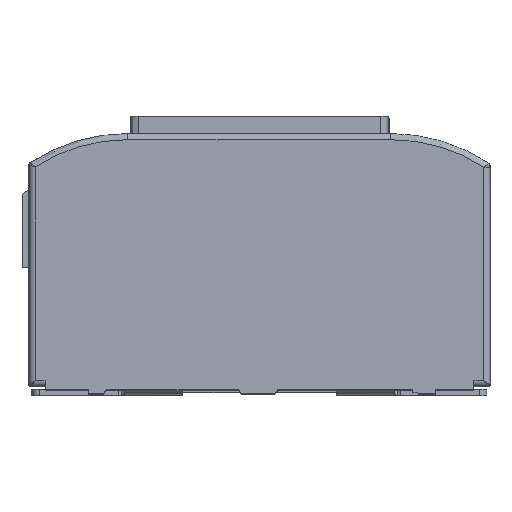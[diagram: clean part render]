
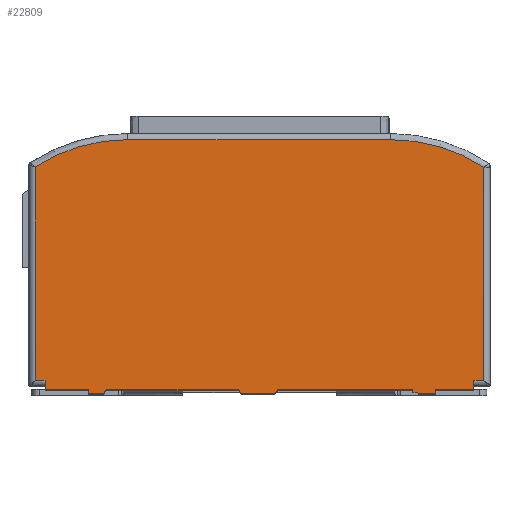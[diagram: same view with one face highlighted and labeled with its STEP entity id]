
A CAD part, top view. The second image highlights one B-rep face of the part: STEP entity #22809.
In plain terms, the highlighted face is planar.
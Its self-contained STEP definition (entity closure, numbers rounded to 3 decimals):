
#21049=CARTESIAN_POINT('',(136.7,-82.535,37.064));
#21050=DIRECTION('',(1.,0.,0.));
#21051=DIRECTION('',(0.,-0.544,-0.839));
#21052=AXIS2_PLACEMENT_3D('',#21049,#21050,#21051);
#21054=DIRECTION('',(0.,-1.,0.));
#21055=VECTOR('',#21054,6.5);
#21056=CARTESIAN_POINT('',(136.7,-136.747,82.134));
#21057=LINE('',#21056,#21055);
#21058=DIRECTION('',(0.,-1.,0.));
#21059=VECTOR('',#21058,24.75);
#21060=CARTESIAN_POINT('',(136.7,-111.997,88.134));
#21061=LINE('',#21060,#21059);
#21062=DIRECTION('',(0.,0.,-1.));
#21063=VECTOR('',#21062,2.8);
#21064=CARTESIAN_POINT('',(136.7,-111.997,90.934));
#21065=LINE('',#21064,#21063);
#21066=DIRECTION('',(0.,-1.,0.));
#21067=VECTOR('',#21066,11.5);
#21068=CARTESIAN_POINT('',(136.7,-100.497,90.934));
#21069=LINE('',#21068,#21067);
#21070=DIRECTION('',(0.,-0.581,0.814));
#21071=VECTOR('',#21070,1.229);
#21072=CARTESIAN_POINT('',(136.7,-99.783,89.934));
#21073=LINE('',#21072,#21071);
#21074=DIRECTION('',(0.,-1.,0.));
#21075=VECTOR('',#21074,2.661);
#21076=CARTESIAN_POINT('',(136.7,-97.122,89.934));
#21077=LINE('',#21076,#21075);
#21078=DIRECTION('',(0.,0.,1.));
#21079=VECTOR('',#21078,1.8);
#21080=CARTESIAN_POINT('',(136.7,-97.122,88.134));
#21081=LINE('',#21080,#21079);
#21082=DIRECTION('',(0.,-1.,0.));
#21083=VECTOR('',#21082,87.875);
#21084=CARTESIAN_POINT('',(136.7,-9.247,88.134));
#21085=LINE('',#21084,#21083);
#21086=DIRECTION('',(0.,-0.581,-0.814));
#21087=VECTOR('',#21086,3.441);
#21088=CARTESIAN_POINT('',(136.7,-7.247,90.934));
#21089=LINE('',#21088,#21087);
#21090=DIRECTION('',(0.,-1.,0.));
#21091=VECTOR('',#21090,21.7);
#21092=CARTESIAN_POINT('',(136.7,14.453,90.934));
#21093=LINE('',#21092,#21091);
#21094=DIRECTION('',(0.,-0.581,0.814));
#21095=VECTOR('',#21094,3.441);
#21096=CARTESIAN_POINT('',(136.7,16.453,88.134));
#21097=LINE('',#21096,#21095);
#21098=DIRECTION('',(0.,-1.,0.));
#21099=VECTOR('',#21098,85.8);
#21100=CARTESIAN_POINT('',(136.7,102.253,88.134));
#21101=LINE('',#21100,#21099);
#21102=DIRECTION('',(0.,-0.581,-0.814));
#21103=VECTOR('',#21102,3.441);
#21104=CARTESIAN_POINT('',(136.7,104.253,90.934));
#21105=LINE('',#21104,#21103);
#21106=DIRECTION('',(0.,-1.,0.));
#21107=VECTOR('',#21106,10.);
#21108=CARTESIAN_POINT('',(136.7,114.253,90.934));
#21109=LINE('',#21108,#21107);
#21110=DIRECTION('',(0.,0.,1.));
#21111=VECTOR('',#21110,2.8);
#21112=CARTESIAN_POINT('',(136.7,114.253,88.134));
#21113=LINE('',#21112,#21111);
#21114=DIRECTION('',(0.,-1.,0.));
#21115=VECTOR('',#21114,28.);
#21116=CARTESIAN_POINT('',(136.7,142.253,88.134));
#21117=LINE('',#21116,#21115);
#21118=DIRECTION('',(0.,-1.,0.));
#21119=VECTOR('',#21118,6.5);
#21120=CARTESIAN_POINT('',(136.7,148.752,82.134));
#21121=LINE('',#21120,#21119);
#21122=CARTESIAN_POINT('',(136.7,88.465,37.064));
#21123=DIRECTION('',(1.,0.,0.));
#21124=DIRECTION('',(0.,0.,-1.));
#21125=AXIS2_PLACEMENT_3D('',#21122,#21123,#21124);
#21127=DIRECTION('',(0.,1.,0.));
#21128=VECTOR('',#21127,171.);
#21129=CARTESIAN_POINT('',(136.7,-82.535,-74.548));
#21130=LINE('',#21129,#21128);
#21139=CARTESIAN_POINT('',(136.7,-143.248,-56.591));
#21252=DIRECTION('',(0.,0.,-1.));
#21253=VECTOR('',#21252,138.725);
#21254=CARTESIAN_POINT('',(136.7,-143.248,82.134));
#21255=LINE('',#21254,#21253);
#21351=DIRECTION('',(0.,0.,1.));
#21352=VECTOR('',#21351,138.999);
#21353=CARTESIAN_POINT('',(136.7,148.753,-56.865));
#21354=LINE('',#21353,#21352);
#21445=DIRECTION('',(0.,0.,1.));
#21446=VECTOR('',#21445,6.);
#21447=CARTESIAN_POINT('',(136.7,142.253,82.134));
#21448=LINE('',#21447,#21446);
#21509=DIRECTION('',(0.,0.,-1.));
#21510=VECTOR('',#21509,6.);
#21511=CARTESIAN_POINT('',(136.7,-136.747,88.134));
#21512=LINE('',#21511,#21510);
#22229=CARTESIAN_POINT('',(136.7,142.253,88.134));
#22230=CARTESIAN_POINT('',(136.7,114.253,88.134));
#22231=VERTEX_POINT('',#22229);
#22232=VERTEX_POINT('',#22230);
#22233=CARTESIAN_POINT('',(136.7,114.253,90.934));
#22234=VERTEX_POINT('',#22233);
#22235=CARTESIAN_POINT('',(136.7,104.253,90.934));
#22236=VERTEX_POINT('',#22235);
#22237=CARTESIAN_POINT('',(136.7,102.253,88.134));
#22238=VERTEX_POINT('',#22237);
#22239=CARTESIAN_POINT('',(136.7,16.453,88.134));
#22240=VERTEX_POINT('',#22239);
#22241=CARTESIAN_POINT('',(136.7,14.453,90.934));
#22242=VERTEX_POINT('',#22241);
#22243=CARTESIAN_POINT('',(136.7,-7.247,90.934));
#22244=VERTEX_POINT('',#22243);
#22245=CARTESIAN_POINT('',(136.7,-9.247,88.134));
#22246=VERTEX_POINT('',#22245);
#22247=CARTESIAN_POINT('',(136.7,-97.122,88.134));
#22248=VERTEX_POINT('',#22247);
#22249=CARTESIAN_POINT('',(136.7,-97.122,89.934));
#22250=VERTEX_POINT('',#22249);
#22251=CARTESIAN_POINT('',(136.7,-99.783,89.934));
#22252=VERTEX_POINT('',#22251);
#22253=CARTESIAN_POINT('',(136.7,-100.497,90.934));
#22254=VERTEX_POINT('',#22253);
#22255=CARTESIAN_POINT('',(136.7,-111.997,90.934));
#22256=VERTEX_POINT('',#22255);
#22257=CARTESIAN_POINT('',(136.7,-111.997,88.134));
#22258=VERTEX_POINT('',#22257);
#22259=CARTESIAN_POINT('',(136.7,-136.747,88.134));
#22260=VERTEX_POINT('',#22259);
#22265=CARTESIAN_POINT('',(136.7,148.752,82.134));
#22266=CARTESIAN_POINT('',(136.7,142.253,82.134));
#22267=VERTEX_POINT('',#22265);
#22268=VERTEX_POINT('',#22266);
#22273=CARTESIAN_POINT('',(136.7,88.465,-74.548));
#22274=CARTESIAN_POINT('',(136.7,148.753,-56.865));
#22275=VERTEX_POINT('',#22273);
#22276=VERTEX_POINT('',#22274);
#22277=CARTESIAN_POINT('',(136.7,-82.535,-74.548));
#22278=VERTEX_POINT('',#22277);
#22281=CARTESIAN_POINT('',(136.7,-136.747,82.134));
#22282=CARTESIAN_POINT('',(136.7,-143.248,82.134));
#22283=VERTEX_POINT('',#22281);
#22284=VERTEX_POINT('',#22282);
#22296=VERTEX_POINT('',#21139);
#22755=CARTESIAN_POINT('',(136.7,0.,0.));
#22756=DIRECTION('',(1.,0.,0.));
#22757=DIRECTION('',(0.,1.,0.));
#22758=AXIS2_PLACEMENT_3D('',#22755,#22756,#22757);
#22759=PLANE('',#22758);
#22761=ORIENTED_EDGE('',*,*,#22760,.F.);
#22763=ORIENTED_EDGE('',*,*,#22762,.F.);
#22764=ORIENTED_EDGE('',*,*,#22745,.F.);
#22766=ORIENTED_EDGE('',*,*,#22765,.F.);
#22768=ORIENTED_EDGE('',*,*,#22767,.F.);
#22770=ORIENTED_EDGE('',*,*,#22769,.F.);
#22772=ORIENTED_EDGE('',*,*,#22771,.F.);
#22774=ORIENTED_EDGE('',*,*,#22773,.F.);
#22776=ORIENTED_EDGE('',*,*,#22775,.F.);
#22778=ORIENTED_EDGE('',*,*,#22777,.F.);
#22780=ORIENTED_EDGE('',*,*,#22779,.F.);
#22782=ORIENTED_EDGE('',*,*,#22781,.F.);
#22784=ORIENTED_EDGE('',*,*,#22783,.F.);
#22786=ORIENTED_EDGE('',*,*,#22785,.F.);
#22788=ORIENTED_EDGE('',*,*,#22787,.F.);
#22790=ORIENTED_EDGE('',*,*,#22789,.F.);
#22792=ORIENTED_EDGE('',*,*,#22791,.F.);
#22794=ORIENTED_EDGE('',*,*,#22793,.F.);
#22796=ORIENTED_EDGE('',*,*,#22795,.F.);
#22798=ORIENTED_EDGE('',*,*,#22797,.F.);
#22800=ORIENTED_EDGE('',*,*,#22799,.F.);
#22802=ORIENTED_EDGE('',*,*,#22801,.F.);
#22804=ORIENTED_EDGE('',*,*,#22803,.F.);
#22806=ORIENTED_EDGE('',*,*,#22805,.F.);
#22807=EDGE_LOOP('',(#22761,#22763,#22764,#22766,#22768,#22770,#22772,#22774,
#22776,#22778,#22780,#22782,#22784,#22786,#22788,#22790,#22792,#22794,#22796,
#22798,#22800,#22802,#22804,#22806));
#22808=FACE_OUTER_BOUND('',#22807,.F.);
#21053=CIRCLE('',#21052,111.612);
#21126=CIRCLE('',#21125,111.612);
#22745=EDGE_CURVE('',#22283,#22284,#21057,.T.);
#22760=EDGE_CURVE('',#22296,#22278,#21053,.T.);
#22762=EDGE_CURVE('',#22284,#22296,#21255,.T.);
#22765=EDGE_CURVE('',#22260,#22283,#21512,.T.);
#22767=EDGE_CURVE('',#22258,#22260,#21061,.T.);
#22769=EDGE_CURVE('',#22256,#22258,#21065,.T.);
#22771=EDGE_CURVE('',#22254,#22256,#21069,.T.);
#22773=EDGE_CURVE('',#22252,#22254,#21073,.T.);
#22775=EDGE_CURVE('',#22250,#22252,#21077,.T.);
#22777=EDGE_CURVE('',#22248,#22250,#21081,.T.);
#22779=EDGE_CURVE('',#22246,#22248,#21085,.T.);
#22781=EDGE_CURVE('',#22244,#22246,#21089,.T.);
#22783=EDGE_CURVE('',#22242,#22244,#21093,.T.);
#22785=EDGE_CURVE('',#22240,#22242,#21097,.T.);
#22787=EDGE_CURVE('',#22238,#22240,#21101,.T.);
#22789=EDGE_CURVE('',#22236,#22238,#21105,.T.);
#22791=EDGE_CURVE('',#22234,#22236,#21109,.T.);
#22793=EDGE_CURVE('',#22232,#22234,#21113,.T.);
#22795=EDGE_CURVE('',#22231,#22232,#21117,.T.);
#22797=EDGE_CURVE('',#22268,#22231,#21448,.T.);
#22799=EDGE_CURVE('',#22267,#22268,#21121,.T.);
#22801=EDGE_CURVE('',#22276,#22267,#21354,.T.);
#22803=EDGE_CURVE('',#22275,#22276,#21126,.T.);
#22805=EDGE_CURVE('',#22278,#22275,#21130,.T.);
#22809=ADVANCED_FACE('',(#22808),#22759,.T.);
